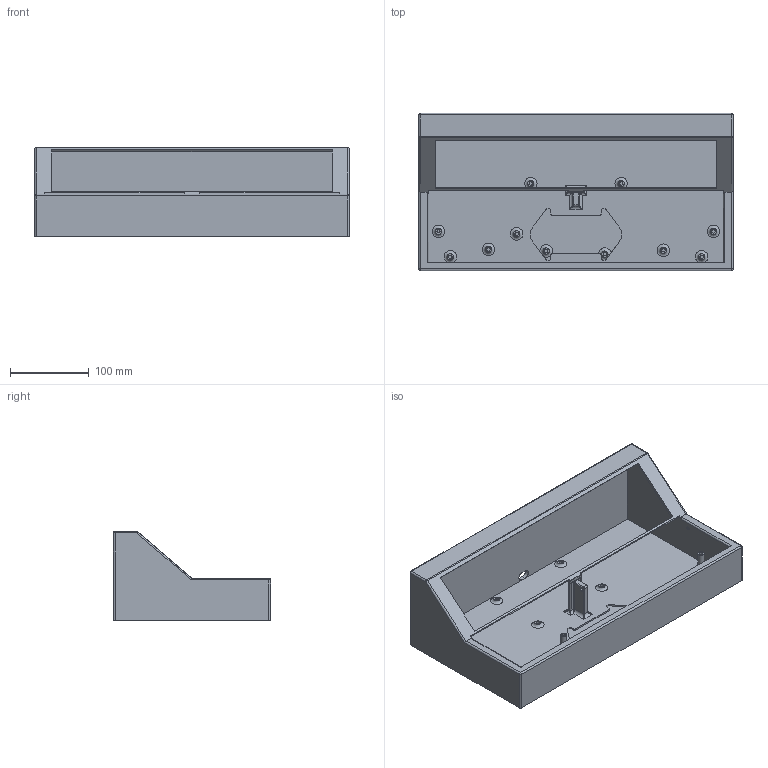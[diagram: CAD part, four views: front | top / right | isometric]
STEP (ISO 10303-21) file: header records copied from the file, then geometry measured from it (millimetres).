
FILE_DESCRIPTION(/* description */ (''),/* implementation_level */ '2;1');
FILE_NAME(/* name */ 'housing_base.stp',/* time_stamp */ '2026-03-18T16:51:37+01:00',/* author */ ('Wendelin'),/* organization */ (''),/* preprocessor_version */ 'ST-DEVELOPER v20',/* originating_system */ 'Autodesk Inventor 2024',/* authorisation */ '');
FILE_SCHEMA (('AUTOMOTIVE_DESIGN { 1 0 10303 214 3 1 1 }'));
Length unit declared in the file: millimetre
Products named in the file (1): leftside
Bounding box: 400 x 200 x 114 mm (x, y, z)
Volume: 1112089.8 mm3; surface area: 380922.4 mm2
Topology: 1 solids, 1 shells, 209 faces, 497 edges, 306 vertices
Faces by surface type: cylinder 92, plane 82, torus 17, bspline 10, sphere 8
Full cylindrical faces by diameter (mm): 4 x4, 4.4 x12, 8 x9
Entity records: 6416 total; most frequent: CARTESIAN_POINT 1447, DIRECTION 1096, ORIENTED_EDGE 978, EDGE_CURVE 489, AXIS2_PLACEMENT_3D 428, VERTEX_POINT 306, EDGE_LOOP 241, LINE 240
